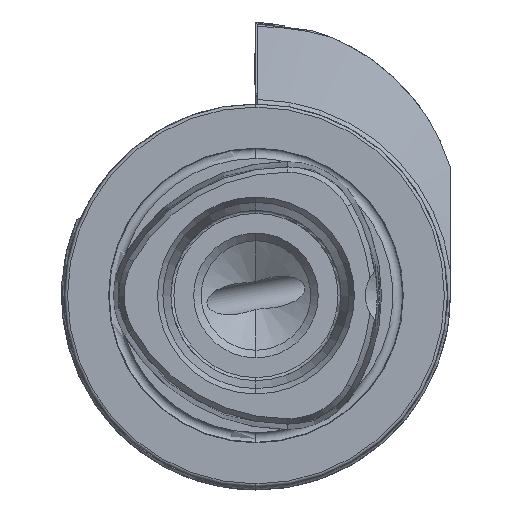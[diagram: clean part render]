
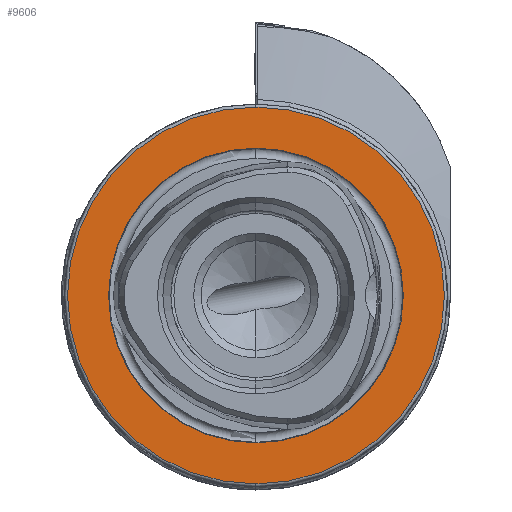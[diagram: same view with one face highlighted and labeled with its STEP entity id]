
A CAD part, left-side view. The second image highlights one B-rep face of the part: STEP entity #9606.
In plain terms, the highlighted planar face has unit normal (-1, 0, 0).
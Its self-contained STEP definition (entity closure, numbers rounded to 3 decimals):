
#36 = CARTESIAN_POINT ( 'NONE',  ( 0., 0., -31. ) ) ;
#899 = DIRECTION ( 'NONE',  ( 0., 0., 1. ) ) ;
#1609 = EDGE_CURVE ( 'NONE', #6282, #11653, #12168, .T. ) ;
#1637 = CARTESIAN_POINT ( 'NONE',  ( 0., 0., 0. ) ) ;
#1699 = VERTEX_POINT ( 'NONE', #6955 ) ;
#1880 = DIRECTION ( 'NONE',  ( -1., 0., 0. ) ) ;
#1894 = DIRECTION ( 'NONE',  ( -1., 0., 0. ) ) ;
#1945 = AXIS2_PLACEMENT_3D ( 'NONE', #1637, #3609, #11285 ) ;
#1974 = DIRECTION ( 'NONE',  ( 0., 0., 1. ) ) ;
#1998 = AXIS2_PLACEMENT_3D ( 'NONE', #2443, #11060, #9102 ) ;
#2040 = CARTESIAN_POINT ( 'NONE',  ( 0., 0., 24.25 ) ) ;
#2363 = AXIS2_PLACEMENT_3D ( 'NONE', #5684, #1880, #899 ) ;
#2443 = CARTESIAN_POINT ( 'NONE',  ( 0., 24.25, 0. ) ) ;
#3375 = DIRECTION ( 'NONE',  ( -1., 0., 0. ) ) ;
#3574 = EDGE_CURVE ( 'NONE', #11653, #6282, #5767, .T. ) ;
#3609 = DIRECTION ( 'NONE',  ( -1., 0., 0. ) ) ;
#4486 = DIRECTION ( 'NONE',  ( 0., 0., 1. ) ) ;
#4835 = EDGE_LOOP ( 'NONE', ( #6391, #6983 ) ) ;
#5684 = CARTESIAN_POINT ( 'NONE',  ( 0., 0., 0. ) ) ;
#5767 = CIRCLE ( 'NONE', #1945, 24.25 ) ;
#5948 = ORIENTED_EDGE ( 'NONE', *, *, #6356, .T. ) ;
#6145 = PLANE ( 'NONE',  #1998 ) ;
#6266 = CARTESIAN_POINT ( 'NONE',  ( 0., 0., 0. ) ) ;
#6282 = VERTEX_POINT ( 'NONE', #10144 ) ;
#6356 = EDGE_CURVE ( 'NONE', #6862, #1699, #7814, .T. ) ;
#6391 = ORIENTED_EDGE ( 'NONE', *, *, #3574, .F. ) ;
#6862 = VERTEX_POINT ( 'NONE', #36 ) ;
#6955 = CARTESIAN_POINT ( 'NONE',  ( 0., 0., 31. ) ) ;
#6983 = ORIENTED_EDGE ( 'NONE', *, *, #1609, .F. ) ;
#7183 = ORIENTED_EDGE ( 'NONE', *, *, #9603, .T. ) ;
#7577 = EDGE_LOOP ( 'NONE', ( #7183, #5948 ) ) ;
#7814 = CIRCLE ( 'NONE', #2363, 31. ) ;
#7817 = FACE_OUTER_BOUND ( 'NONE', #7577, .T. ) ;
#7945 = FACE_BOUND ( 'NONE', #4835, .T. ) ;
#9102 = DIRECTION ( 'NONE',  ( 0., 0., -1. ) ) ;
#9603 = EDGE_CURVE ( 'NONE', #1699, #6862, #10079, .T. ) ;
#9606 = ADVANCED_FACE ( 'NONE', ( #7945, #7817 ), #6145, .F. ) ;
#9943 = AXIS2_PLACEMENT_3D ( 'NONE', #6266, #3375, #4486 ) ;
#10079 = CIRCLE ( 'NONE', #9943, 31. ) ;
#10144 = CARTESIAN_POINT ( 'NONE',  ( 0., 0., -24.25 ) ) ;
#10648 = CARTESIAN_POINT ( 'NONE',  ( 0., 0., 0. ) ) ;
#11060 = DIRECTION ( 'NONE',  ( 1., 0., 0. ) ) ;
#11156 = AXIS2_PLACEMENT_3D ( 'NONE', #10648, #1894, #1974 ) ;
#11285 = DIRECTION ( 'NONE',  ( 0., 0., 1. ) ) ;
#11653 = VERTEX_POINT ( 'NONE', #2040 ) ;
#12168 = CIRCLE ( 'NONE', #11156, 24.25 ) ;
